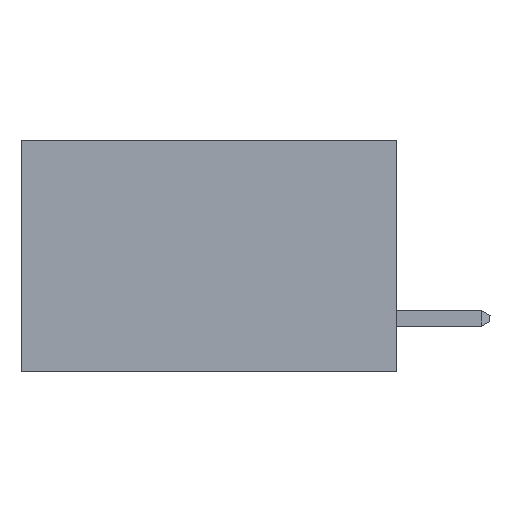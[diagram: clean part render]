
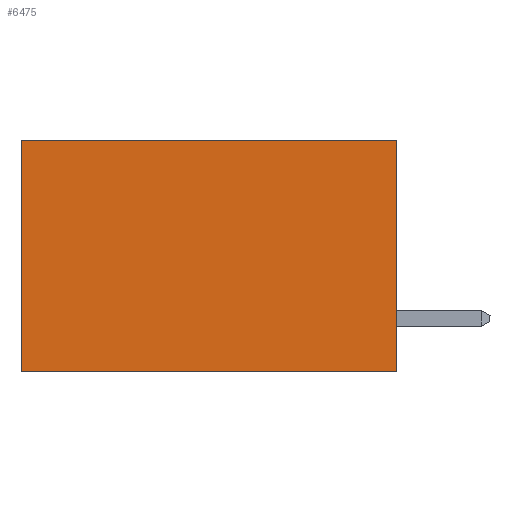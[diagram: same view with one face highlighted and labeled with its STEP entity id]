
A CAD part, left-side view. The second image highlights one B-rep face of the part: STEP entity #6475.
In plain terms, the highlighted planar face has unit normal (-1, 0, 0).
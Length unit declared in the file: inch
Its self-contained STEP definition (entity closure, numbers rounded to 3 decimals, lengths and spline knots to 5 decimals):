
#593 = LINE ( 'NONE', #1598, #6471 ) ;
#756 = ORIENTED_EDGE ( 'NONE', *, *, #11433, .F. ) ;
#1135 = ORIENTED_EDGE ( 'NONE', *, *, #6050, .T. ) ;
#1254 = EDGE_CURVE ( 'NONE', #2656, #10468, #8279, .T. ) ;
#1598 = CARTESIAN_POINT ( 'NONE',  ( 0.2615, 0.6, -0.37 ) ) ;
#2656 = VERTEX_POINT ( 'NONE', #3168 ) ;
#2758 = EDGE_CURVE ( 'NONE', #5386, #9695, #10434, .T. ) ;
#2953 = CARTESIAN_POINT ( 'NONE',  ( 0.2615, 0., 0. ) ) ;
#3051 = DIRECTION ( 'NONE',  ( 0., 1., 0. ) ) ;
#3168 = CARTESIAN_POINT ( 'NONE',  ( 0.2615, 0., -0.37 ) ) ;
#3321 = ORIENTED_EDGE ( 'NONE', *, *, #2758, .T. ) ;
#3697 = CARTESIAN_POINT ( 'NONE',  ( 0.2615, 0., -0.37 ) ) ;
#3885 = CARTESIAN_POINT ( 'NONE',  ( 0.2615, 0.6, 0. ) ) ;
#4446 = VECTOR ( 'NONE', #5295, 39.37008 ) ;
#4934 = FACE_OUTER_BOUND ( 'NONE', #7195, .T. ) ;
#4989 = DIRECTION ( 'NONE',  ( 1., 0., 0. ) ) ;
#5028 = AXIS2_PLACEMENT_3D ( 'NONE', #10248, #4989, #10303 ) ;
#5295 = DIRECTION ( 'NONE',  ( 0., 1., 0. ) ) ;
#5386 = VERTEX_POINT ( 'NONE', #2953 ) ;
#5435 = VECTOR ( 'NONE', #3051, 39.37008 ) ;
#6008 = VECTOR ( 'NONE', #7546, 39.37008 ) ;
#6050 = EDGE_CURVE ( 'NONE', #9695, #10468, #593, .T. ) ;
#6218 = CARTESIAN_POINT ( 'NONE',  ( 0.2615, 0., 0. ) ) ;
#6471 = VECTOR ( 'NONE', #11239, 39.37008 ) ;
#6475 = ADVANCED_FACE ( 'NONE', ( #4934 ), #9325, .F. ) ;
#6920 = ORIENTED_EDGE ( 'NONE', *, *, #1254, .F. ) ;
#7195 = EDGE_LOOP ( 'NONE', ( #1135, #6920, #756, #3321 ) ) ;
#7546 = DIRECTION ( 'NONE',  ( 0., 0., -1. ) ) ;
#8279 = LINE ( 'NONE', #3697, #5435 ) ;
#8410 = LINE ( 'NONE', #10952, #6008 ) ;
#9162 = CARTESIAN_POINT ( 'NONE',  ( 0.2615, 0.6, -0.37 ) ) ;
#9325 = PLANE ( 'NONE',  #5028 ) ;
#9695 = VERTEX_POINT ( 'NONE', #3885 ) ;
#10248 = CARTESIAN_POINT ( 'NONE',  ( 0.2615, 0., -0.37 ) ) ;
#10303 = DIRECTION ( 'NONE',  ( 0., 0., -1. ) ) ;
#10434 = LINE ( 'NONE', #6218, #4446 ) ;
#10468 = VERTEX_POINT ( 'NONE', #9162 ) ;
#10952 = CARTESIAN_POINT ( 'NONE',  ( 0.2615, 0., -0.37 ) ) ;
#11239 = DIRECTION ( 'NONE',  ( 0., 0., -1. ) ) ;
#11433 = EDGE_CURVE ( 'NONE', #5386, #2656, #8410, .T. ) ;
